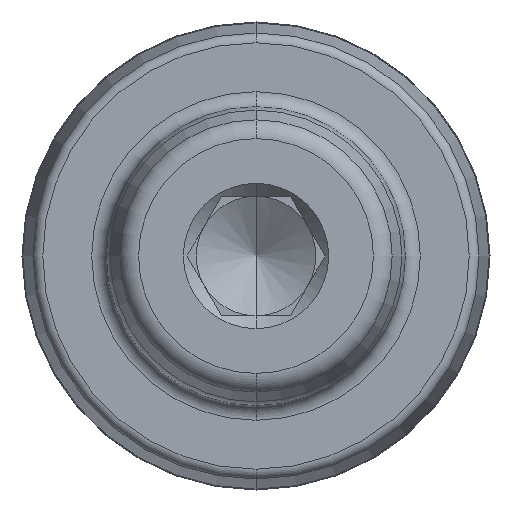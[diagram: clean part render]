
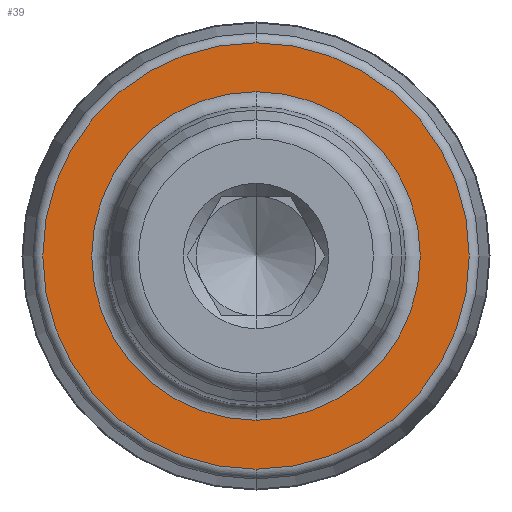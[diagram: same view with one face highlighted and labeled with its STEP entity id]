
A CAD part, front view. The second image highlights one B-rep face of the part: STEP entity #39.
In plain terms, the highlighted planar face has unit normal (0, -1, 0).
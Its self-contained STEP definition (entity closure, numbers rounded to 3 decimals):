
#4 = VERTEX_POINT ( 'NONE', #1202 ) ;
#39 = ADVANCED_FACE ( 'NONE', ( #147, #432 ), #1375, .T. ) ;
#47 = DIRECTION ( 'NONE',  ( 0., 0., 1. ) ) ;
#83 = DIRECTION ( 'NONE',  ( 0., 0., 1. ) ) ;
#147 = FACE_BOUND ( 'NONE', #935, .T. ) ;
#316 = CIRCLE ( 'NONE', #2550, 16.5 ) ;
#348 = CARTESIAN_POINT ( 'NONE',  ( 0., -13.3, 16.5 ) ) ;
#432 = FACE_OUTER_BOUND ( 'NONE', #1113, .T. ) ;
#579 = DIRECTION ( 'NONE',  ( 0., 0., 1. ) ) ;
#581 = DIRECTION ( 'NONE',  ( 0., -1., 0. ) ) ;
#593 = DIRECTION ( 'NONE',  ( 0., 1., 0. ) ) ;
#633 = ORIENTED_EDGE ( 'NONE', *, *, #1746, .T. ) ;
#772 = CIRCLE ( 'NONE', #2042, 16.5 ) ;
#853 = ORIENTED_EDGE ( 'NONE', *, *, #1316, .T. ) ;
#935 = EDGE_LOOP ( 'NONE', ( #633, #853 ) ) ;
#1048 = AXIS2_PLACEMENT_3D ( 'NONE', #2565, #593, #579 ) ;
#1056 = EDGE_CURVE ( 'NONE', #1862, #1538, #1107, .T. ) ;
#1107 = CIRCLE ( 'NONE', #1048, 21.412 ) ;
#1113 = EDGE_LOOP ( 'NONE', ( #1682, #1595 ) ) ;
#1125 = DIRECTION ( 'NONE',  ( 0., 0., 1. ) ) ;
#1133 = CARTESIAN_POINT ( 'NONE',  ( 0., -13.3, 0. ) ) ;
#1202 = CARTESIAN_POINT ( 'NONE',  ( 0., -13.3, -16.5 ) ) ;
#1269 = DIRECTION ( 'NONE',  ( 0., 1., 0. ) ) ;
#1282 = CARTESIAN_POINT ( 'NONE',  ( 0., -13.3, 0. ) ) ;
#1316 = EDGE_CURVE ( 'NONE', #4, #1376, #772, .T. ) ;
#1339 = EDGE_CURVE ( 'NONE', #1538, #1862, #2319, .T. ) ;
#1375 = PLANE ( 'NONE',  #2269 ) ;
#1376 = VERTEX_POINT ( 'NONE', #348 ) ;
#1538 = VERTEX_POINT ( 'NONE', #2326 ) ;
#1569 = DIRECTION ( 'NONE',  ( 0., 0., -1. ) ) ;
#1572 = AXIS2_PLACEMENT_3D ( 'NONE', #1133, #2511, #1125 ) ;
#1595 = ORIENTED_EDGE ( 'NONE', *, *, #1339, .F. ) ;
#1682 = ORIENTED_EDGE ( 'NONE', *, *, #1056, .F. ) ;
#1746 = EDGE_CURVE ( 'NONE', #1376, #4, #316, .T. ) ;
#1771 = CARTESIAN_POINT ( 'NONE',  ( 21.412, -13.3, 0. ) ) ;
#1862 = VERTEX_POINT ( 'NONE', #2464 ) ;
#2042 = AXIS2_PLACEMENT_3D ( 'NONE', #1282, #2446, #83 ) ;
#2269 = AXIS2_PLACEMENT_3D ( 'NONE', #1771, #581, #1569 ) ;
#2319 = CIRCLE ( 'NONE', #1572, 21.412 ) ;
#2326 = CARTESIAN_POINT ( 'NONE',  ( 0., -13.3, -21.412 ) ) ;
#2429 = CARTESIAN_POINT ( 'NONE',  ( 0., -13.3, 0. ) ) ;
#2446 = DIRECTION ( 'NONE',  ( 0., 1., 0. ) ) ;
#2464 = CARTESIAN_POINT ( 'NONE',  ( 0., -13.3, 21.412 ) ) ;
#2511 = DIRECTION ( 'NONE',  ( 0., 1., 0. ) ) ;
#2550 = AXIS2_PLACEMENT_3D ( 'NONE', #2429, #1269, #47 ) ;
#2565 = CARTESIAN_POINT ( 'NONE',  ( 0., -13.3, 0. ) ) ;
